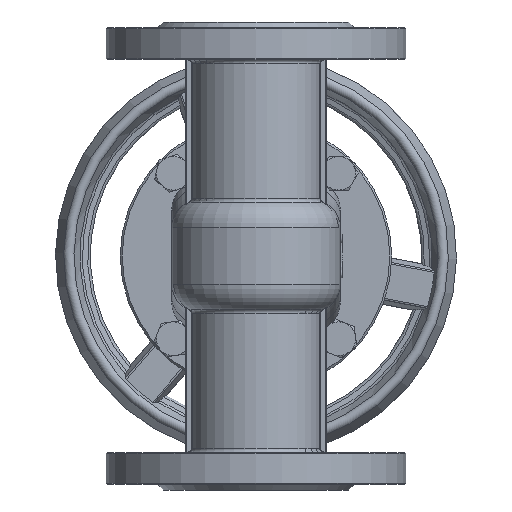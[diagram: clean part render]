
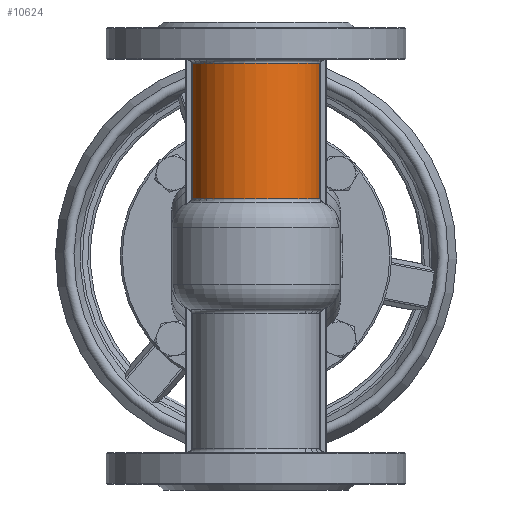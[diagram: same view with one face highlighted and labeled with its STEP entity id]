
A CAD part, front view. The second image highlights one B-rep face of the part: STEP entity #10624.
In plain terms, the highlighted cylindrical face has radius 35 mm (diameter 70 mm), a partial arc.
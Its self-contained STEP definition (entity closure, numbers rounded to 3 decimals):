
#586=LINE('',#16038,#1154);
#589=LINE('',#16094,#1157);
#1154=VECTOR('',#12731,10.);
#1157=VECTOR('',#12744,10.);
#1730=CIRCLE('',#11454,35.);
#1731=CIRCLE('',#11455,35.);
#2346=CYLINDRICAL_SURFACE('',#11453,35.);
#2544=FACE_OUTER_BOUND('',#3185,.T.);
#3185=EDGE_LOOP('',(#6826,#6827,#6828,#6829));
#4224=VERTEX_POINT('',#15882);
#4239=VERTEX_POINT('',#15985);
#4245=VERTEX_POINT('',#16091);
#4246=VERTEX_POINT('',#16093);
#5225=EDGE_CURVE('',#4239,#4224,#586,.T.);
#5232=EDGE_CURVE('',#4245,#4239,#1730,.T.);
#5233=EDGE_CURVE('',#4246,#4245,#589,.T.);
#5234=EDGE_CURVE('',#4246,#4224,#1731,.T.);
#6826=ORIENTED_EDGE('',*,*,#5225,.F.);
#6827=ORIENTED_EDGE('',*,*,#5232,.F.);
#6828=ORIENTED_EDGE('',*,*,#5233,.F.);
#6829=ORIENTED_EDGE('',*,*,#5234,.T.);
#10624=ADVANCED_FACE('',(#2544),#2346,.T.);
#11453=AXIS2_PLACEMENT_3D('',#16090,#12740,#12741);
#11454=AXIS2_PLACEMENT_3D('',#16092,#12742,#12743);
#11455=AXIS2_PLACEMENT_3D('',#16095,#12745,#12746);
#12731=DIRECTION('',(0.,0.,-1.));
#12740=DIRECTION('center_axis',(0.,0.,1.));
#12741=DIRECTION('ref_axis',(1.,0.,0.));
#12742=DIRECTION('center_axis',(0.,0.,1.));
#12743=DIRECTION('ref_axis',(0.,-1.,0.));
#12744=DIRECTION('',(0.,0.,1.));
#12745=DIRECTION('center_axis',(0.,0.,1.));
#12746=DIRECTION('ref_axis',(0.,-1.,0.));
#15882=CARTESIAN_POINT('',(34.1,-7.887,120.492));
#15985=CARTESIAN_POINT('',(34.1,-7.887,193.));
#16038=CARTESIAN_POINT('',(34.1,-7.887,164.));
#16090=CARTESIAN_POINT('Origin',(0.,0.,164.));
#16091=CARTESIAN_POINT('',(-34.1,-7.887,193.));
#16092=CARTESIAN_POINT('Origin',(0.,0.,193.));
#16093=CARTESIAN_POINT('',(-34.1,-7.887,120.492));
#16094=CARTESIAN_POINT('',(-34.1,-7.887,164.));
#16095=CARTESIAN_POINT('Origin',(0.,0.,120.492));
